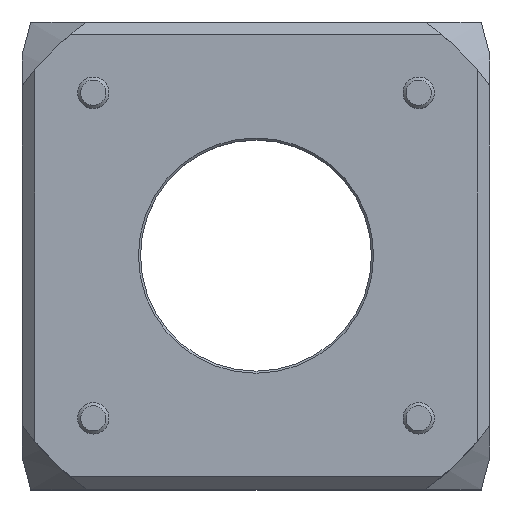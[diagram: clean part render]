
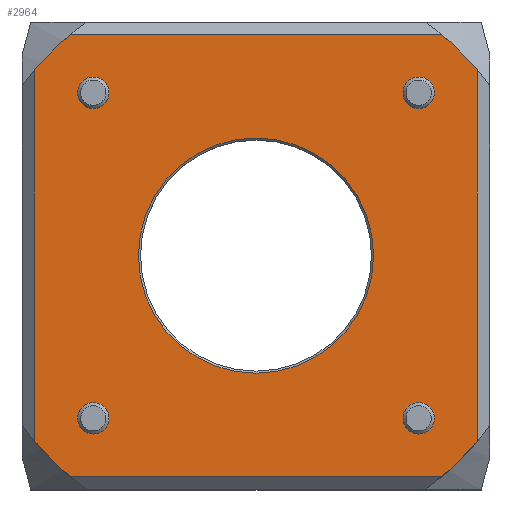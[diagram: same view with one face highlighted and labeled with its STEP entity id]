
A CAD part, top view. The second image highlights one B-rep face of the part: STEP entity #2964.
In plain terms, the highlighted planar face has unit normal (0, 0, 1).
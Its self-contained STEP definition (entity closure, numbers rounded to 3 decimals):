
#124=FACE_BOUND('',#552,.T.);
#125=FACE_BOUND('',#553,.T.);
#126=FACE_BOUND('',#554,.T.);
#127=FACE_BOUND('',#555,.T.);
#128=FACE_BOUND('',#556,.T.);
#214=PLANE('',#3247);
#376=FACE_OUTER_BOUND('',#551,.T.);
#551=EDGE_LOOP('',(#2453,#2454,#2455,#2456,#2457,#2458,#2459,#2460));
#552=EDGE_LOOP('',(#2461,#2462));
#553=EDGE_LOOP('',(#2463));
#554=EDGE_LOOP('',(#2464,#2465));
#555=EDGE_LOOP('',(#2466,#2467));
#556=EDGE_LOOP('',(#2468));
#754=LINE('',#5061,#947);
#755=LINE('',#5065,#948);
#756=LINE('',#5069,#949);
#757=LINE('',#5073,#950);
#947=VECTOR('',#3932,10.);
#948=VECTOR('',#3935,10.);
#949=VECTOR('',#3938,10.);
#950=VECTOR('',#3941,10.);
#985=CIRCLE('',#3022,1.5);
#1004=CIRCLE('',#3066,1.5);
#1005=CIRCLE('',#3067,1.5);
#1024=CIRCLE('',#3111,1.5);
#1025=CIRCLE('',#3112,1.5);
#1065=CIRCLE('',#3202,1.5);
#1066=CIRCLE('',#3203,1.5);
#1090=CIRCLE('',#3244,11.2);
#1093=CIRCLE('',#3248,27.5);
#1094=CIRCLE('',#3249,27.5);
#1095=CIRCLE('',#3250,27.5);
#1096=CIRCLE('',#3251,27.5);
#1120=VERTEX_POINT('',#4108);
#1169=VERTEX_POINT('',#4310);
#1170=VERTEX_POINT('',#4312);
#1218=VERTEX_POINT('',#4511);
#1219=VERTEX_POINT('',#4513);
#1317=VERTEX_POINT('',#4916);
#1318=VERTEX_POINT('',#4918);
#1362=VERTEX_POINT('',#5051);
#1365=VERTEX_POINT('',#5059);
#1366=VERTEX_POINT('',#5060);
#1367=VERTEX_POINT('',#5062);
#1368=VERTEX_POINT('',#5064);
#1369=VERTEX_POINT('',#5066);
#1370=VERTEX_POINT('',#5068);
#1371=VERTEX_POINT('',#5070);
#1372=VERTEX_POINT('',#5072);
#1417=EDGE_CURVE('',#1120,#1120,#985,.T.);
#1484=EDGE_CURVE('',#1170,#1169,#1004,.T.);
#1485=EDGE_CURVE('',#1169,#1170,#1005,.T.);
#1551=EDGE_CURVE('',#1219,#1218,#1024,.T.);
#1552=EDGE_CURVE('',#1218,#1219,#1025,.T.);
#1687=EDGE_CURVE('',#1318,#1317,#1065,.T.);
#1688=EDGE_CURVE('',#1317,#1318,#1066,.T.);
#1745=EDGE_CURVE('',#1362,#1362,#1090,.T.);
#1749=EDGE_CURVE('',#1365,#1366,#754,.T.);
#1750=EDGE_CURVE('',#1365,#1367,#1093,.T.);
#1751=EDGE_CURVE('',#1368,#1367,#755,.T.);
#1752=EDGE_CURVE('',#1368,#1369,#1094,.T.);
#1753=EDGE_CURVE('',#1370,#1369,#756,.T.);
#1754=EDGE_CURVE('',#1370,#1371,#1095,.T.);
#1755=EDGE_CURVE('',#1372,#1371,#757,.T.);
#1756=EDGE_CURVE('',#1372,#1366,#1096,.T.);
#2453=ORIENTED_EDGE('',*,*,#1749,.F.);
#2454=ORIENTED_EDGE('',*,*,#1750,.T.);
#2455=ORIENTED_EDGE('',*,*,#1751,.F.);
#2456=ORIENTED_EDGE('',*,*,#1752,.T.);
#2457=ORIENTED_EDGE('',*,*,#1753,.F.);
#2458=ORIENTED_EDGE('',*,*,#1754,.T.);
#2459=ORIENTED_EDGE('',*,*,#1755,.F.);
#2460=ORIENTED_EDGE('',*,*,#1756,.T.);
#2461=ORIENTED_EDGE('',*,*,#1551,.T.);
#2462=ORIENTED_EDGE('',*,*,#1552,.T.);
#2463=ORIENTED_EDGE('',*,*,#1417,.T.);
#2464=ORIENTED_EDGE('',*,*,#1687,.T.);
#2465=ORIENTED_EDGE('',*,*,#1688,.T.);
#2466=ORIENTED_EDGE('',*,*,#1484,.T.);
#2467=ORIENTED_EDGE('',*,*,#1485,.T.);
#2468=ORIENTED_EDGE('',*,*,#1745,.F.);
#2964=ADVANCED_FACE('',(#376,#124,#125,#126,#127,#128),#214,.T.);
#3022=AXIS2_PLACEMENT_3D('',#4110,#3324,#3325);
#3066=AXIS2_PLACEMENT_3D('',#4313,#3444,#3445);
#3067=AXIS2_PLACEMENT_3D('',#4314,#3446,#3447);
#3111=AXIS2_PLACEMENT_3D('',#4514,#3566,#3567);
#3112=AXIS2_PLACEMENT_3D('',#4515,#3568,#3569);
#3202=AXIS2_PLACEMENT_3D('',#4919,#3813,#3814);
#3203=AXIS2_PLACEMENT_3D('',#4920,#3815,#3816);
#3244=AXIS2_PLACEMENT_3D('',#5052,#3923,#3924);
#3247=AXIS2_PLACEMENT_3D('',#5058,#3930,#3931);
#3248=AXIS2_PLACEMENT_3D('',#5063,#3933,#3934);
#3249=AXIS2_PLACEMENT_3D('',#5067,#3936,#3937);
#3250=AXIS2_PLACEMENT_3D('',#5071,#3939,#3940);
#3251=AXIS2_PLACEMENT_3D('',#5074,#3942,#3943);
#3324=DIRECTION('center_axis',(0.,0.,-1.));
#3325=DIRECTION('ref_axis',(-1.,0.,0.));
#3444=DIRECTION('center_axis',(0.,0.,-1.));
#3445=DIRECTION('ref_axis',(-1.,0.,0.));
#3446=DIRECTION('center_axis',(0.,0.,-1.));
#3447=DIRECTION('ref_axis',(-1.,0.,0.));
#3566=DIRECTION('center_axis',(0.,0.,-1.));
#3567=DIRECTION('ref_axis',(-1.,0.,0.));
#3568=DIRECTION('center_axis',(0.,0.,-1.));
#3569=DIRECTION('ref_axis',(-1.,0.,0.));
#3813=DIRECTION('center_axis',(0.,0.,-1.));
#3814=DIRECTION('ref_axis',(-1.,0.,0.));
#3815=DIRECTION('center_axis',(0.,0.,-1.));
#3816=DIRECTION('ref_axis',(-1.,0.,0.));
#3923=DIRECTION('center_axis',(0.,0.,1.));
#3924=DIRECTION('ref_axis',(0.,1.,0.));
#3930=DIRECTION('center_axis',(0.,0.,1.));
#3931=DIRECTION('ref_axis',(1.,0.,0.));
#3932=DIRECTION('',(1.,0.,0.));
#3933=DIRECTION('center_axis',(0.,0.,1.));
#3934=DIRECTION('ref_axis',(0.,-1.,0.));
#3935=DIRECTION('',(0.,1.,0.));
#3936=DIRECTION('center_axis',(0.,0.,1.));
#3937=DIRECTION('ref_axis',(0.,-1.,0.));
#3938=DIRECTION('',(-1.,0.,0.));
#3939=DIRECTION('center_axis',(0.,0.,1.));
#3940=DIRECTION('ref_axis',(0.,-1.,0.));
#3941=DIRECTION('',(0.,-1.,0.));
#3942=DIRECTION('center_axis',(0.,0.,1.));
#3943=DIRECTION('ref_axis',(0.,-1.,0.));
#4108=CARTESIAN_POINT('',(-14.,15.5,42.));
#4110=CARTESIAN_POINT('Origin',(-15.5,15.5,42.));
#4310=CARTESIAN_POINT('',(-15.5,-14.,42.));
#4312=CARTESIAN_POINT('',(-14.,-15.5,42.));
#4313=CARTESIAN_POINT('Origin',(-15.5,-15.5,42.));
#4314=CARTESIAN_POINT('Origin',(-15.5,-15.5,42.));
#4511=CARTESIAN_POINT('',(14.,-15.5,42.));
#4513=CARTESIAN_POINT('',(17.,-15.5,42.));
#4514=CARTESIAN_POINT('Origin',(15.5,-15.5,42.));
#4515=CARTESIAN_POINT('Origin',(15.5,-15.5,42.));
#4916=CARTESIAN_POINT('',(15.5,14.,42.));
#4918=CARTESIAN_POINT('',(17.,15.5,42.));
#4919=CARTESIAN_POINT('Origin',(15.5,15.5,42.));
#4920=CARTESIAN_POINT('Origin',(15.5,15.5,42.));
#5051=CARTESIAN_POINT('',(0.,-11.2,42.));
#5052=CARTESIAN_POINT('Origin',(0.,0.,42.));
#5058=CARTESIAN_POINT('Origin',(0.,0.,42.));
#5059=CARTESIAN_POINT('',(-17.696,21.05,42.));
#5060=CARTESIAN_POINT('',(17.696,21.05,42.));
#5061=CARTESIAN_POINT('',(10.723,21.05,42.));
#5062=CARTESIAN_POINT('',(-21.05,17.696,42.));
#5063=CARTESIAN_POINT('Origin',(0.,0.,42.));
#5064=CARTESIAN_POINT('',(-21.05,-17.696,42.));
#5065=CARTESIAN_POINT('',(-21.05,9.625,42.));
#5066=CARTESIAN_POINT('',(-17.696,-21.05,42.));
#5067=CARTESIAN_POINT('Origin',(0.,0.,42.));
#5068=CARTESIAN_POINT('',(17.696,-21.05,42.));
#5069=CARTESIAN_POINT('',(-10.723,-21.05,42.));
#5070=CARTESIAN_POINT('',(21.05,-17.696,42.));
#5071=CARTESIAN_POINT('Origin',(0.,0.,42.));
#5072=CARTESIAN_POINT('',(21.05,17.696,42.));
#5073=CARTESIAN_POINT('',(21.05,-9.625,42.));
#5074=CARTESIAN_POINT('Origin',(0.,0.,42.));
